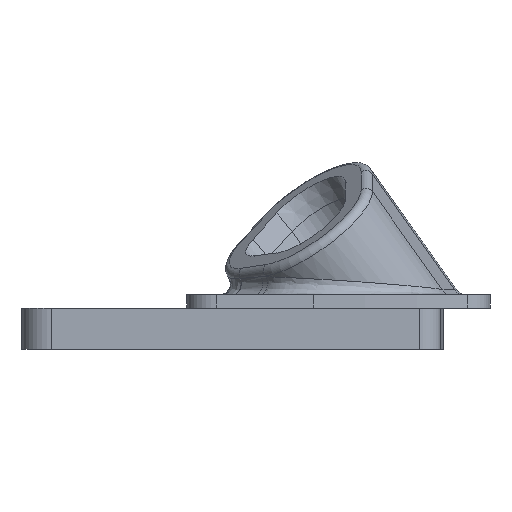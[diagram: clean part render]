
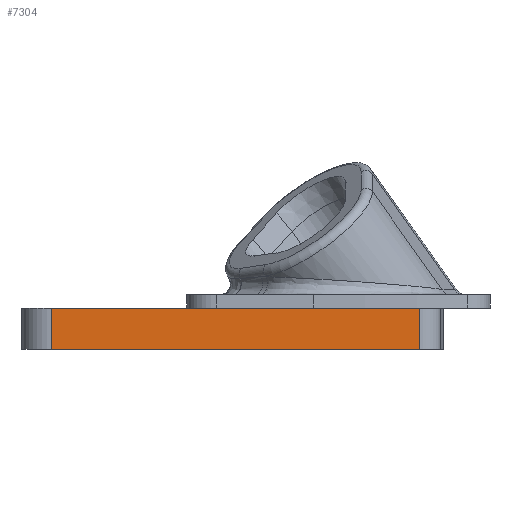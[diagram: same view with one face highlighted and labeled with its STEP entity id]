
A CAD part, left-side view. The second image highlights one B-rep face of the part: STEP entity #7304.
In plain terms, the highlighted planar face has unit normal (-1, 0, 0).
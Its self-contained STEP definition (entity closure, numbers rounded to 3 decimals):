
#3853 = PLANE('',#3854);
#3854 = AXIS2_PLACEMENT_3D('',#3855,#3856,#3857);
#3855 = CARTESIAN_POINT('',(0.,0.,-1.6));
#3856 = DIRECTION('',(0.,0.,1.));
#3857 = DIRECTION('',(1.,0.,0.));
#4316 = VERTEX_POINT('',#4317);
#4317 = CARTESIAN_POINT('',(-72.8,18.4,-1.6));
#4331 = PLANE('',#4332);
#4332 = AXIS2_PLACEMENT_3D('',#4333,#4334,#4335);
#4333 = CARTESIAN_POINT('',(0.,12.8,-1.6));
#4334 = DIRECTION('',(0.,0.,-1.));
#4335 = DIRECTION('',(-1.,0.,0.));
#5981 = EDGE_CURVE('',#4316,#5982,#5984,.T.);
#5982 = VERTEX_POINT('',#5983);
#5983 = CARTESIAN_POINT('',(-72.8,-9.8,-1.6));
#5984 = SURFACE_CURVE('',#5985,(#5989,#5996),.PCURVE_S1.);
#5985 = LINE('',#5986,#5987);
#5986 = CARTESIAN_POINT('',(-72.8,-4.9,-1.6));
#5987 = VECTOR('',#5988,1.);
#5988 = DIRECTION('',(0.,-1.,0.));
#5989 = PCURVE('',#3853,#5990);
#5990 = DEFINITIONAL_REPRESENTATION('',(#5991),#5995);
#5991 = LINE('',#5992,#5993);
#5992 = CARTESIAN_POINT('',(-72.8,-4.9));
#5993 = VECTOR('',#5994,1.);
#5994 = DIRECTION('',(0.,-1.));
#5995 = ( GEOMETRIC_REPRESENTATION_CONTEXT(2) 
PARAMETRIC_REPRESENTATION_CONTEXT() REPRESENTATION_CONTEXT('2D SPACE',''
  ) );
#5996 = PCURVE('',#5997,#6002);
#5997 = PLANE('',#5998);
#5998 = AXIS2_PLACEMENT_3D('',#5999,#6000,#6001);
#5999 = CARTESIAN_POINT('',(-72.8,-9.8,-1.6));
#6000 = DIRECTION('',(-1.,0.,0.));
#6001 = DIRECTION('',(0.,1.,0.));
#6002 = DEFINITIONAL_REPRESENTATION('',(#6003),#6007);
#6003 = LINE('',#6004,#6005);
#6004 = CARTESIAN_POINT('',(4.9,0.));
#6005 = VECTOR('',#6006,1.);
#6006 = DIRECTION('',(-1.,0.));
#6007 = ( GEOMETRIC_REPRESENTATION_CONTEXT(2) 
PARAMETRIC_REPRESENTATION_CONTEXT() REPRESENTATION_CONTEXT('2D SPACE',''
  ) );
#6026 = CYLINDRICAL_SURFACE('',#6027,2.6);
#6027 = AXIS2_PLACEMENT_3D('',#6028,#6029,#6030);
#6028 = CARTESIAN_POINT('',(-70.2,-9.8,-1.6));
#6029 = DIRECTION('',(0.,0.,-1.));
#6030 = DIRECTION('',(0.,-1.,0.));
#6552 = VERTEX_POINT('',#6553);
#6553 = CARTESIAN_POINT('',(-72.8,34.8,-1.6));
#6568 = CYLINDRICAL_SURFACE('',#6569,3.6);
#6569 = AXIS2_PLACEMENT_3D('',#6570,#6571,#6572);
#6570 = CARTESIAN_POINT('',(-69.2,34.8,-1.6));
#6571 = DIRECTION('',(0.,0.,-1.));
#6572 = DIRECTION('',(-1.,0.,0.));
#6580 = EDGE_CURVE('',#4316,#6552,#6581,.T.);
#6581 = SURFACE_CURVE('',#6582,(#6586,#6593),.PCURVE_S1.);
#6582 = LINE('',#6583,#6584);
#6583 = CARTESIAN_POINT('',(-72.8,-9.8,-1.6));
#6584 = VECTOR('',#6585,1.);
#6585 = DIRECTION('',(0.,1.,0.));
#6586 = PCURVE('',#4331,#6587);
#6587 = DEFINITIONAL_REPRESENTATION('',(#6588),#6592);
#6588 = LINE('',#6589,#6590);
#6589 = CARTESIAN_POINT('',(72.8,-22.6));
#6590 = VECTOR('',#6591,1.);
#6591 = DIRECTION('',(0.,1.));
#6592 = ( GEOMETRIC_REPRESENTATION_CONTEXT(2) 
PARAMETRIC_REPRESENTATION_CONTEXT() REPRESENTATION_CONTEXT('2D SPACE',''
  ) );
#6593 = PCURVE('',#5997,#6594);
#6594 = DEFINITIONAL_REPRESENTATION('',(#6595),#6599);
#6595 = LINE('',#6596,#6597);
#6596 = CARTESIAN_POINT('',(0.,0.));
#6597 = VECTOR('',#6598,1.);
#6598 = DIRECTION('',(1.,0.));
#6599 = ( GEOMETRIC_REPRESENTATION_CONTEXT(2) 
PARAMETRIC_REPRESENTATION_CONTEXT() REPRESENTATION_CONTEXT('2D SPACE',''
  ) );
#7304 = ADVANCED_FACE('',(#7305),#5997,.T.);
#7305 = FACE_BOUND('',#7306,.T.);
#7306 = EDGE_LOOP('',(#7307,#7308,#7309,#7332,#7360));
#7307 = ORIENTED_EDGE('',*,*,#5981,.F.);
#7308 = ORIENTED_EDGE('',*,*,#6580,.T.);
#7309 = ORIENTED_EDGE('',*,*,#7310,.T.);
#7310 = EDGE_CURVE('',#6552,#7311,#7313,.T.);
#7311 = VERTEX_POINT('',#7312);
#7312 = CARTESIAN_POINT('',(-72.8,34.8,-6.6));
#7313 = SURFACE_CURVE('',#7314,(#7318,#7325),.PCURVE_S1.);
#7314 = LINE('',#7315,#7316);
#7315 = CARTESIAN_POINT('',(-72.8,34.8,-1.6));
#7316 = VECTOR('',#7317,1.);
#7317 = DIRECTION('',(0.,0.,-1.));
#7318 = PCURVE('',#5997,#7319);
#7319 = DEFINITIONAL_REPRESENTATION('',(#7320),#7324);
#7320 = LINE('',#7321,#7322);
#7321 = CARTESIAN_POINT('',(44.6,0.));
#7322 = VECTOR('',#7323,1.);
#7323 = DIRECTION('',(0.,1.));
#7324 = ( GEOMETRIC_REPRESENTATION_CONTEXT(2) 
PARAMETRIC_REPRESENTATION_CONTEXT() REPRESENTATION_CONTEXT('2D SPACE',''
  ) );
#7325 = PCURVE('',#6568,#7326);
#7326 = DEFINITIONAL_REPRESENTATION('',(#7327),#7331);
#7327 = LINE('',#7328,#7329);
#7328 = CARTESIAN_POINT('',(0.,0.));
#7329 = VECTOR('',#7330,1.);
#7330 = DIRECTION('',(0.,1.));
#7331 = ( GEOMETRIC_REPRESENTATION_CONTEXT(2) 
PARAMETRIC_REPRESENTATION_CONTEXT() REPRESENTATION_CONTEXT('2D SPACE',''
  ) );
#7332 = ORIENTED_EDGE('',*,*,#7333,.F.);
#7333 = EDGE_CURVE('',#7334,#7311,#7336,.T.);
#7334 = VERTEX_POINT('',#7335);
#7335 = CARTESIAN_POINT('',(-72.8,-9.8,-6.6));
#7336 = SURFACE_CURVE('',#7337,(#7341,#7348),.PCURVE_S1.);
#7337 = LINE('',#7338,#7339);
#7338 = CARTESIAN_POINT('',(-72.8,-9.8,-6.6));
#7339 = VECTOR('',#7340,1.);
#7340 = DIRECTION('',(0.,1.,0.));
#7341 = PCURVE('',#5997,#7342);
#7342 = DEFINITIONAL_REPRESENTATION('',(#7343),#7347);
#7343 = LINE('',#7344,#7345);
#7344 = CARTESIAN_POINT('',(0.,5.));
#7345 = VECTOR('',#7346,1.);
#7346 = DIRECTION('',(1.,0.));
#7347 = ( GEOMETRIC_REPRESENTATION_CONTEXT(2) 
PARAMETRIC_REPRESENTATION_CONTEXT() REPRESENTATION_CONTEXT('2D SPACE',''
  ) );
#7348 = PCURVE('',#7349,#7354);
#7349 = PLANE('',#7350);
#7350 = AXIS2_PLACEMENT_3D('',#7351,#7352,#7353);
#7351 = CARTESIAN_POINT('',(0.,12.8,-6.6));
#7352 = DIRECTION('',(0.,0.,-1.));
#7353 = DIRECTION('',(-1.,0.,0.));
#7354 = DEFINITIONAL_REPRESENTATION('',(#7355),#7359);
#7355 = LINE('',#7356,#7357);
#7356 = CARTESIAN_POINT('',(72.8,-22.6));
#7357 = VECTOR('',#7358,1.);
#7358 = DIRECTION('',(0.,1.));
#7359 = ( GEOMETRIC_REPRESENTATION_CONTEXT(2) 
PARAMETRIC_REPRESENTATION_CONTEXT() REPRESENTATION_CONTEXT('2D SPACE',''
  ) );
#7360 = ORIENTED_EDGE('',*,*,#7361,.F.);
#7361 = EDGE_CURVE('',#5982,#7334,#7362,.T.);
#7362 = SURFACE_CURVE('',#7363,(#7367,#7374),.PCURVE_S1.);
#7363 = LINE('',#7364,#7365);
#7364 = CARTESIAN_POINT('',(-72.8,-9.8,-1.6));
#7365 = VECTOR('',#7366,1.);
#7366 = DIRECTION('',(0.,0.,-1.));
#7367 = PCURVE('',#5997,#7368);
#7368 = DEFINITIONAL_REPRESENTATION('',(#7369),#7373);
#7369 = LINE('',#7370,#7371);
#7370 = CARTESIAN_POINT('',(0.,0.));
#7371 = VECTOR('',#7372,1.);
#7372 = DIRECTION('',(0.,1.));
#7373 = ( GEOMETRIC_REPRESENTATION_CONTEXT(2) 
PARAMETRIC_REPRESENTATION_CONTEXT() REPRESENTATION_CONTEXT('2D SPACE',''
  ) );
#7374 = PCURVE('',#6026,#7375);
#7375 = DEFINITIONAL_REPRESENTATION('',(#7376),#7380);
#7376 = LINE('',#7377,#7378);
#7377 = CARTESIAN_POINT('',(1.571,0.));
#7378 = VECTOR('',#7379,1.);
#7379 = DIRECTION('',(0.,1.));
#7380 = ( GEOMETRIC_REPRESENTATION_CONTEXT(2) 
PARAMETRIC_REPRESENTATION_CONTEXT() REPRESENTATION_CONTEXT('2D SPACE',''
  ) );
